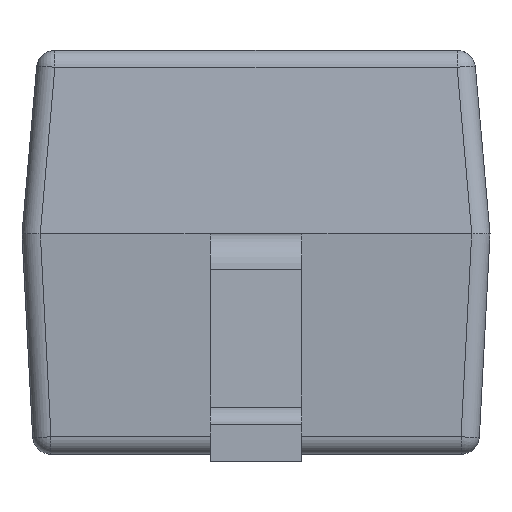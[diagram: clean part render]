
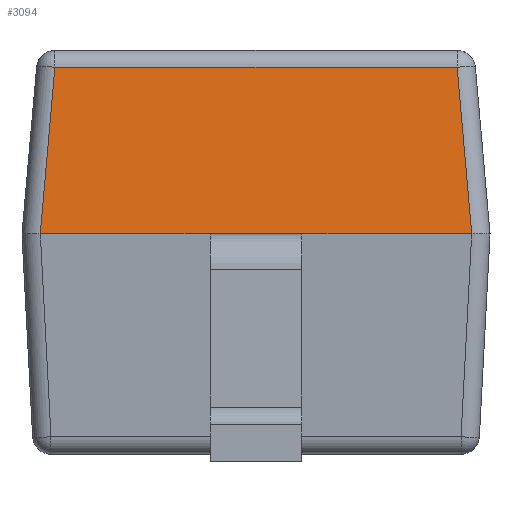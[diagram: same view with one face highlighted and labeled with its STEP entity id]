
A CAD part, left-side view. The second image highlights one B-rep face of the part: STEP entity #3094.
In plain terms, the highlighted planar face has unit normal (-0.996, 0, 0.087).
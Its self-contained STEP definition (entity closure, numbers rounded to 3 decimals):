
#56 = DIRECTION ( 'NONE',  ( 0., -1., 0. ) ) ;
#81 = CARTESIAN_POINT ( 'NONE',  ( -0.838, -0.637, 0. ) ) ;
#96 = EDGE_LOOP ( 'NONE', ( #4425, #2438, #661, #1498, #5294, #4407, #4821, #2772 ) ) ;
#130 = EDGE_CURVE ( 'NONE', #1098, #5471, #4203, .T. ) ;
#131 = CARTESIAN_POINT ( 'NONE',  ( -0.798, -0.548, 0.454 ) ) ;
#213 = CARTESIAN_POINT ( 'NONE',  ( -0.798, 0.594, 0.454 ) ) ;
#366 = CARTESIAN_POINT ( 'NONE',  ( -0.838, -0.588, -0.004 ) ) ;
#517 = VERTEX_POINT ( 'NONE', #1993 ) ;
#538 = EDGE_CURVE ( 'NONE', #517, #4032, #2698, .T. ) ;
#563 = VECTOR ( 'NONE', #3995, 1000. ) ;
#661 = ORIENTED_EDGE ( 'NONE', *, *, #1649, .T. ) ;
#681 = VECTOR ( 'NONE', #1136, 1000. ) ;
#856 = EDGE_CURVE ( 'NONE', #1265, #517, #2736, .T. ) ;
#916 = CARTESIAN_POINT ( 'NONE',  ( -0.798, 0.548, 0.454 ) ) ;
#963 = LINE ( 'NONE', #2633, #4264 ) ;
#1071 = LINE ( 'NONE', #5028, #681 ) ;
#1098 = VERTEX_POINT ( 'NONE', #3719 ) ;
#1123 = FACE_OUTER_BOUND ( 'NONE', #96, .T. ) ;
#1136 = DIRECTION ( 'NONE',  ( -0.087, 0.087, -0.992 ) ) ;
#1161 = DIRECTION ( 'NONE',  ( -0.996, 0., 0.087 ) ) ;
#1265 = VERTEX_POINT ( 'NONE', #5597 ) ;
#1279 = VECTOR ( 'NONE', #2999, 1000. ) ;
#1289 = EDGE_CURVE ( 'NONE', #5251, #1265, #963, .T. ) ;
#1457 = LINE ( 'NONE', #213, #5323 ) ;
#1498 = ORIENTED_EDGE ( 'NONE', *, *, #5532, .T. ) ;
#1553 = DIRECTION ( 'NONE',  ( 0.087, 0., 0.996 ) ) ;
#1649 = EDGE_CURVE ( 'NONE', #5471, #2850, #1457, .T. ) ;
#1993 = CARTESIAN_POINT ( 'NONE',  ( -0.837, -0.125, 0. ) ) ;
#2275 = AXIS2_PLACEMENT_3D ( 'NONE', #4979, #1161, #1553 ) ;
#2438 = ORIENTED_EDGE ( 'NONE', *, *, #130, .T. ) ;
#2502 = EDGE_CURVE ( 'NONE', #5123, #5251, #4053, .T. ) ;
#2633 = CARTESIAN_POINT ( 'NONE',  ( -0.838, -0.637, 0. ) ) ;
#2698 = LINE ( 'NONE', #81, #3391 ) ;
#2712 = DIRECTION ( 'NONE',  ( 0., -1., 0. ) ) ;
#2736 = LINE ( 'NONE', #3588, #3059 ) ;
#2772 = ORIENTED_EDGE ( 'NONE', *, *, #538, .T. ) ;
#2850 = VERTEX_POINT ( 'NONE', #916 ) ;
#2979 = CARTESIAN_POINT ( 'NONE',  ( -0.838, -0.588, 0. ) ) ;
#2989 = CARTESIAN_POINT ( 'NONE',  ( -0.838, -0.637, 0. ) ) ;
#2999 = DIRECTION ( 'NONE',  ( 0.087, 0.087, 0.992 ) ) ;
#3042 = DIRECTION ( 'NONE',  ( 0., -1., 0. ) ) ;
#3059 = VECTOR ( 'NONE', #2712, 1000. ) ;
#3094 = ADVANCED_FACE ( 'NONE', ( #1123 ), #3765, .T. ) ;
#3391 = VECTOR ( 'NONE', #3042, 1000. ) ;
#3560 = DIRECTION ( 'NONE',  ( 0., 1., 0. ) ) ;
#3588 = CARTESIAN_POINT ( 'NONE',  ( -0.837, 0.125, 0. ) ) ;
#3612 = CARTESIAN_POINT ( 'NONE',  ( -0.838, -0.637, 0. ) ) ;
#3699 = EDGE_CURVE ( 'NONE', #4032, #1098, #4336, .T. ) ;
#3719 = CARTESIAN_POINT ( 'NONE',  ( -0.838, -0.588, 0. ) ) ;
#3765 = PLANE ( 'NONE',  #2275 ) ;
#3918 = DIRECTION ( 'NONE',  ( 0., -1., 0. ) ) ;
#3995 = DIRECTION ( 'NONE',  ( 0., -1., 0. ) ) ;
#4032 = VERTEX_POINT ( 'NONE', #2979 ) ;
#4053 = LINE ( 'NONE', #3612, #563 ) ;
#4203 = LINE ( 'NONE', #366, #1279 ) ;
#4264 = VECTOR ( 'NONE', #3918, 1000. ) ;
#4276 = CARTESIAN_POINT ( 'NONE',  ( -0.838, 0.588, 0. ) ) ;
#4336 = LINE ( 'NONE', #2989, #5099 ) ;
#4407 = ORIENTED_EDGE ( 'NONE', *, *, #1289, .T. ) ;
#4425 = ORIENTED_EDGE ( 'NONE', *, *, #3699, .T. ) ;
#4821 = ORIENTED_EDGE ( 'NONE', *, *, #856, .T. ) ;
#4979 = CARTESIAN_POINT ( 'NONE',  ( -0.838, -0.637, 0. ) ) ;
#5028 = CARTESIAN_POINT ( 'NONE',  ( -0.828, 0.578, 0.106 ) ) ;
#5099 = VECTOR ( 'NONE', #56, 1000. ) ;
#5123 = VERTEX_POINT ( 'NONE', #5184 ) ;
#5184 = CARTESIAN_POINT ( 'NONE',  ( -0.838, 0.588, 0. ) ) ;
#5251 = VERTEX_POINT ( 'NONE', #4276 ) ;
#5294 = ORIENTED_EDGE ( 'NONE', *, *, #2502, .T. ) ;
#5323 = VECTOR ( 'NONE', #3560, 1000. ) ;
#5471 = VERTEX_POINT ( 'NONE', #131 ) ;
#5532 = EDGE_CURVE ( 'NONE', #2850, #5123, #1071, .T. ) ;
#5597 = CARTESIAN_POINT ( 'NONE',  ( -0.838, 0.125, 0. ) ) ;
